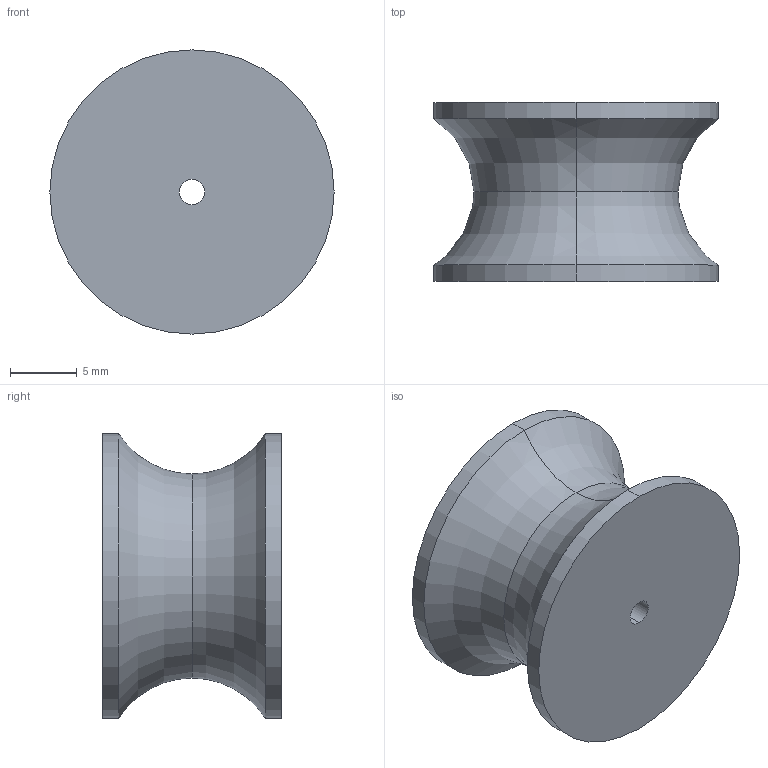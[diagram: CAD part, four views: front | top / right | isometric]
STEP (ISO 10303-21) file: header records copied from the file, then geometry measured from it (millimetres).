
FILE_DESCRIPTION (( 'STEP AP214' ), '1' );
FILE_NAME ('BB_Banshee_FTW_22mm_Crush_V1.STEP', '2023-03-29T16:12:13', ( '' ), ( '' ), 'SwSTEP 2.0', 'SolidWorks 2020', '' );
FILE_SCHEMA (( 'AUTOMOTIVE_DESIGN' ));
Length unit declared in the file: millimetre
Products named in the file (1): BB_Banshee_FTW_22mm_Crush_V1
Bounding box: 21.3 x 13.4 x 21.3 mm (x, y, z)
Volume: 3036.1 mm3; surface area: 1773.4 mm2
Topology: 1 solids, 1 shells, 265 faces, 733 edges, 486 vertices
Faces by surface type: bspline 130, plane 121, cylinder 8, torus 4, cone 2
Entity records: 11697 total; most frequent: CARTESIAN_POINT 5767, ORIENTED_EDGE 1466, DIRECTION 769, EDGE_CURVE 733, VERTEX_POINT 486, VECTOR 449, LINE 449, EDGE_LOOP 283
